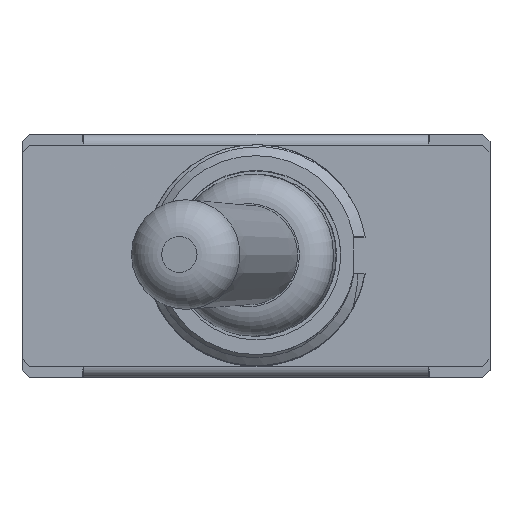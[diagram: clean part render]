
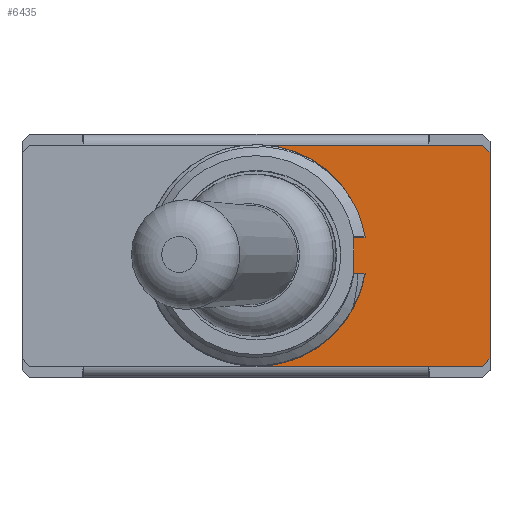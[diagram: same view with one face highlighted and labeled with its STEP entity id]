
A CAD part, top view. The second image highlights one B-rep face of the part: STEP entity #6435.
In plain terms, the highlighted planar face has unit normal (0, 0, 1).
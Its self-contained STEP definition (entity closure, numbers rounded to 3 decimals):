
#486=LINE('',#11060,#1003);
#487=LINE('',#11062,#1004);
#519=LINE('',#11431,#1036);
#529=LINE('',#11453,#1046);
#533=LINE('',#11462,#1050);
#695=LINE('',#13569,#1212);
#701=LINE('',#13578,#1218);
#707=LINE('',#13596,#1224);
#712=LINE('',#13609,#1229);
#721=LINE('',#13626,#1238);
#1003=VECTOR('',#9699,1000.);
#1004=VECTOR('',#9702,1000.);
#1036=VECTOR('',#9736,1000.);
#1046=VECTOR('',#9752,1000.);
#1050=VECTOR('',#9758,1000.);
#1212=VECTOR('',#10244,1000.);
#1218=VECTOR('',#10256,1000.);
#1224=VECTOR('',#10270,1000.);
#1229=VECTOR('',#10283,1000.);
#1238=VECTOR('',#10304,1000.);
#1706=PLANE('',#9415);
#2685=ORIENTED_EDGE('',*,*,#4337,.T.);
#2686=ORIENTED_EDGE('',*,*,#3861,.F.);
#2687=ORIENTED_EDGE('',*,*,#3767,.T.);
#2688=ORIENTED_EDGE('',*,*,#3768,.T.);
#2689=ORIENTED_EDGE('',*,*,#4338,.T.);
#2690=ORIENTED_EDGE('',*,*,#4328,.T.);
#2691=ORIENTED_EDGE('',*,*,#4321,.F.);
#2692=ORIENTED_EDGE('',*,*,#3871,.F.);
#2693=ORIENTED_EDGE('',*,*,#4339,.F.);
#2694=ORIENTED_EDGE('',*,*,#3875,.F.);
#2695=ORIENTED_EDGE('',*,*,#4312,.F.);
#2696=ORIENTED_EDGE('',*,*,#4306,.F.);
#3767=EDGE_CURVE('',#4728,#4730,#486,.T.);
#3768=EDGE_CURVE('',#4730,#4731,#487,.T.);
#3861=EDGE_CURVE('',#4728,#4823,#519,.T.);
#3871=EDGE_CURVE('',#4832,#4833,#529,.T.);
#3875=EDGE_CURVE('',#4836,#4837,#533,.T.);
#4306=EDGE_CURVE('',#5146,#4716,#695,.T.);
#4312=EDGE_CURVE('',#4716,#4836,#701,.T.);
#4321=EDGE_CURVE('',#4833,#5151,#707,.T.);
#4328=EDGE_CURVE('',#5148,#5151,#712,.T.);
#4337=EDGE_CURVE('',#5146,#4823,#5362,.T.);
#4338=EDGE_CURVE('',#4731,#5148,#5363,.T.);
#4339=EDGE_CURVE('',#4837,#4832,#721,.T.);
#4716=VERTEX_POINT('',#11029);
#4728=VERTEX_POINT('',#11055);
#4730=VERTEX_POINT('',#11059);
#4731=VERTEX_POINT('',#11063);
#4823=VERTEX_POINT('',#11432);
#4832=VERTEX_POINT('',#11454);
#4833=VERTEX_POINT('',#11455);
#4836=VERTEX_POINT('',#11463);
#4837=VERTEX_POINT('',#11464);
#5146=VERTEX_POINT('',#13568);
#5148=VERTEX_POINT('',#13585);
#5151=VERTEX_POINT('',#13597);
#5362=CIRCLE('',#9416,3.);
#5363=CIRCLE('',#9417,3.);
#5614=EDGE_LOOP('',(#2685,#2686,#2687,#2688,#2689,#2690,#2691,#2692,#2693,
#2694,#2695,#2696));
#6034=FACE_BOUND('',#5614,.T.);
#6435=ADVANCED_FACE('',(#6034),#1706,.F.);
#9415=AXIS2_PLACEMENT_3D('',#13623,#10298,#10299);
#9416=AXIS2_PLACEMENT_3D('',#13624,#10300,#10301);
#9417=AXIS2_PLACEMENT_3D('',#13625,#10302,#10303);
#9699=DIRECTION('',(0.,-1.,0.));
#9702=DIRECTION('',(1.,0.,0.));
#9736=DIRECTION('',(1.,0.,0.));
#9752=DIRECTION('',(-0.707,-0.707,0.));
#9758=DIRECTION('',(0.707,-0.707,0.));
#10244=DIRECTION('',(1.,0.,0.));
#10256=DIRECTION('',(1.,0.,0.));
#10270=DIRECTION('',(-1.,0.,0.));
#10283=DIRECTION('',(1.,0.,0.));
#10298=DIRECTION('',(0.,0.,-1.));
#10299=DIRECTION('',(-1.,0.,0.));
#10300=DIRECTION('',(0.,0.,-1.));
#10301=DIRECTION('',(1.,0.,0.));
#10302=DIRECTION('',(0.,0.,-1.));
#10303=DIRECTION('',(1.,0.,0.));
#10304=DIRECTION('',(0.,-1.,0.));
#11029=CARTESIAN_POINT('',(4.675,3.,4.5));
#11055=CARTESIAN_POINT('',(2.65,0.5,4.5));
#11059=CARTESIAN_POINT('',(2.65,-0.5,4.5));
#11060=CARTESIAN_POINT('',(2.65,0.5,4.5));
#11062=CARTESIAN_POINT('',(2.65,-0.5,4.5));
#11063=CARTESIAN_POINT('',(2.958,-0.5,4.5));
#11431=CARTESIAN_POINT('',(2.65,0.5,4.5));
#11432=CARTESIAN_POINT('',(2.958,0.5,4.5));
#11453=CARTESIAN_POINT('',(6.35,-2.8,4.5));
#11454=CARTESIAN_POINT('',(6.35,-2.8,4.5));
#11455=CARTESIAN_POINT('',(6.15,-3.,4.5));
#11462=CARTESIAN_POINT('',(6.15,3.,4.5));
#11463=CARTESIAN_POINT('',(6.15,3.,4.5));
#11464=CARTESIAN_POINT('',(6.35,2.8,4.5));
#13568=CARTESIAN_POINT('',(0.,3.,4.5));
#13569=CARTESIAN_POINT('',(-6.35,3.,4.5));
#13578=CARTESIAN_POINT('',(-6.35,3.,4.5));
#13585=CARTESIAN_POINT('',(0.,-3.,4.5));
#13596=CARTESIAN_POINT('',(6.35,-3.,4.5));
#13597=CARTESIAN_POINT('',(4.675,-3.,4.5));
#13609=CARTESIAN_POINT('',(-4.675,-3.,4.5));
#13623=CARTESIAN_POINT('',(0.,0.,4.5));
#13624=CARTESIAN_POINT('',(0.,0.,4.5));
#13625=CARTESIAN_POINT('',(0.,0.,4.5));
#13626=CARTESIAN_POINT('',(6.35,3.,4.5));
